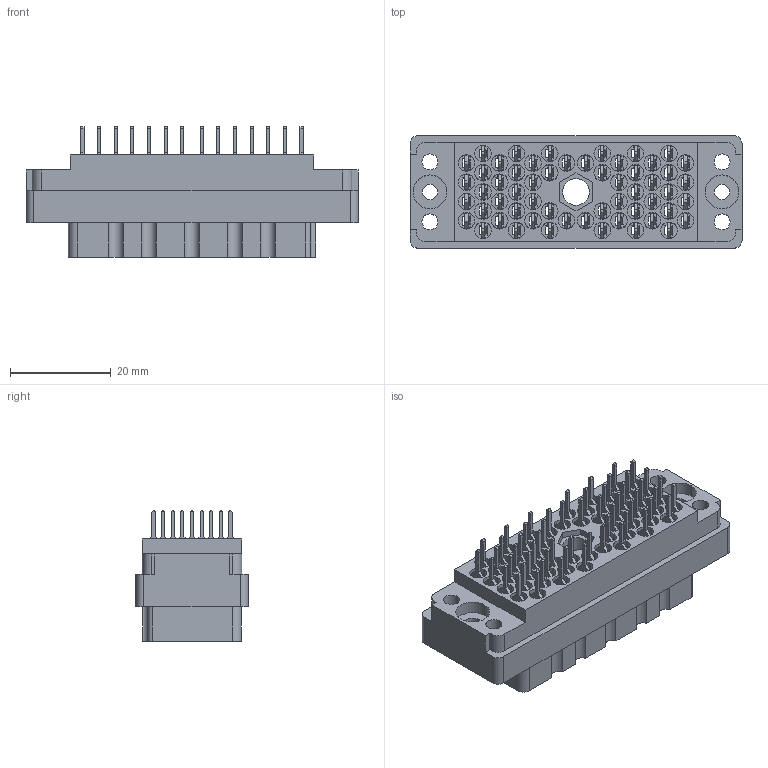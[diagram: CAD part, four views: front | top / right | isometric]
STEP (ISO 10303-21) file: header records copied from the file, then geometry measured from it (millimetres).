
FILE_DESCRIPTION (( 'STEP AP203' ), '1' );
FILE_NAME ('516-056-520-400.STEP', '2020-03-05T23:38:34', ( '' ), ( '' ), 'SwSTEP 2.0', 'SolidWorks 2016', '' );
FILE_SCHEMA (( 'CONFIG_CONTROL_DESIGN' ));
Length unit declared in the file: inch
Products named in the file (3): 516 Part Receptacle_056; 516-056-520-400; 516-292-001_520 Contact
Assembly tree (57 placements, depth 2):
  516-056-520-400
    516 Part Receptacle_056
    516-292-001_520 Contact  x56
Bounding box: 65.84 x 22.25 x 25.86 mm (x, y, z)
Volume: 15905.1 mm3; surface area: 29009.4 mm2
Topology: 57 solids, 57 shells, 5298 faces, 15388 edges, 10220 vertices
Faces by surface type: plane 3245, cylinder 1715, bspline 336, cone 2
Entity records: 47168 total; most frequent: CARTESIAN_POINT 8261, ORIENTED_EDGE 7896, DIRECTION 7704, EDGE_CURVE 3948, LINE 2908, VECTOR 2908, VERTEX_POINT 2630, AXIS2_PLACEMENT_3D 2398
